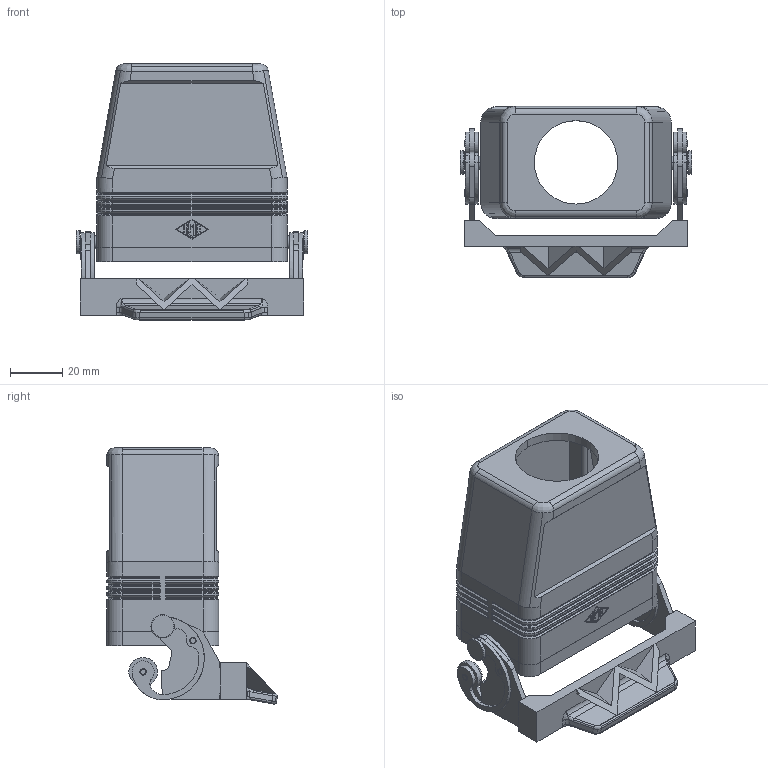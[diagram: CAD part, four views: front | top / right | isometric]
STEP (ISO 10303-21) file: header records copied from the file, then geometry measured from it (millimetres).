
FILE_DESCRIPTION((''),'2;1');
FILE_NAME('MMFV 03 LG32.stp','2006-12-21T11:32:16',('gembarski'),(''),'Autodesk Inventor 7','Autodesk Inventor 7','');
FILE_SCHEMA(('AUTOMOTIVE_DESIGN { 1 0 10303 214 1 1 1 1 }'));
Length unit declared in the file: millimetre
Products named in the file (1): MMFV 03 LG32
Bounding box: 89 x 65.64 x 98.37 mm (x, y, z)
Volume: 76667.9 mm3; surface area: 45026.3 mm2
Topology: 1 solids, 7 shells, 830 faces, 2068 edges, 1266 vertices
Faces by surface type: cylinder 294, bspline 279, plane 187, torus 52, cone 18
Entity records: 29789 total; most frequent: CARTESIAN_POINT 10240, DIRECTION 4176, ORIENTED_EDGE 4108, EDGE_CURVE 2054, AXIS2_PLACEMENT_3D 1586, VERTEX_POINT 1266, VECTOR 1004, LINE 1004
